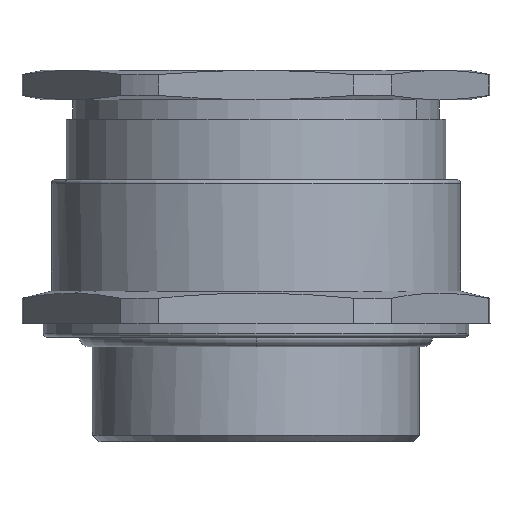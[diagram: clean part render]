
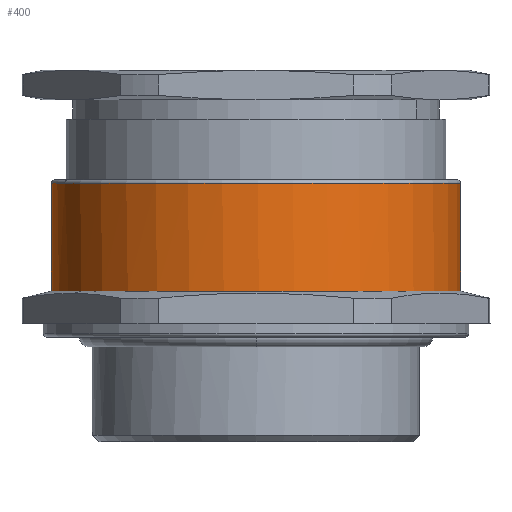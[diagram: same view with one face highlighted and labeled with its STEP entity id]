
A CAD part, left-side view. The second image highlights one B-rep face of the part: STEP entity #400.
In plain terms, the highlighted cylindrical face has radius 31.25 mm (diameter 62.5 mm), a partial arc.
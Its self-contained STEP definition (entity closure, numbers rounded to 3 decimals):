
#262=AXIS2_PLACEMENT_3D('Circle Axis2P3D',#260,#261,$) ;
#279=AXIS2_PLACEMENT_3D('Circle Axis2P3D',#277,#278,$) ;
#364=AXIS2_PLACEMENT_3D('Cylinder Axis2P3D',#361,#362,#363) ;
#375=AXIS2_PLACEMENT_3D('Circle Axis2P3D',#373,#374,$) ;
#382=AXIS2_PLACEMENT_3D('Circle Axis2P3D',#380,#381,$) ;
#250=CARTESIAN_POINT('Vertex',(21.416,64.968,39.5)) ;
#257=CARTESIAN_POINT('Vertex',(32.5,67.,39.5)) ;
#260=CARTESIAN_POINT('Axis2P3D Location',(32.5,35.75,39.5)) ;
#277=CARTESIAN_POINT('Axis2P3D Location',(32.5,35.75,39.5)) ;
#281=CARTESIAN_POINT('Vertex',(32.5,4.5,39.5)) ;
#361=CARTESIAN_POINT('Axis2P3D Location',(32.5,35.75,31.5)) ;
#366=CARTESIAN_POINT('Line Origine',(32.5,67.,31.5)) ;
#370=CARTESIAN_POINT('Vertex',(32.5,67.,23.)) ;
#373=CARTESIAN_POINT('Axis2P3D Location',(32.5,35.75,23.)) ;
#377=CARTESIAN_POINT('Vertex',(16.241,62.437,23.)) ;
#380=CARTESIAN_POINT('Axis2P3D Location',(32.5,35.75,23.)) ;
#384=CARTESIAN_POINT('Vertex',(32.5,4.5,23.)) ;
#387=CARTESIAN_POINT('Line Origine',(32.5,4.5,31.5)) ;
#261=DIRECTION('Axis2P3D Direction',(0.,0.,-1.)) ;
#278=DIRECTION('Axis2P3D Direction',(0.,0.,-1.)) ;
#362=DIRECTION('Axis2P3D Direction',(0.,0.,1.)) ;
#363=DIRECTION('Axis2P3D XDirection',(0.,1.,0.)) ;
#367=DIRECTION('Vector Direction',(0.,0.,1.)) ;
#374=DIRECTION('Axis2P3D Direction',(0.,0.,1.)) ;
#381=DIRECTION('Axis2P3D Direction',(0.,0.,1.)) ;
#388=DIRECTION('Vector Direction',(0.,0.,1.)) ;
#368=VECTOR('Line Direction',#367,1.) ;
#389=VECTOR('Line Direction',#388,1.) ;
#393=ORIENTED_EDGE('',*,*,#372,.T.) ;
#394=ORIENTED_EDGE('',*,*,#379,.T.) ;
#395=ORIENTED_EDGE('',*,*,#386,.T.) ;
#396=ORIENTED_EDGE('',*,*,#391,.F.) ;
#397=ORIENTED_EDGE('',*,*,#283,.F.) ;
#398=ORIENTED_EDGE('',*,*,#264,.F.) ;
#400=ADVANCED_FACE('PartBody',(#399),#365,.T.) ;
#263=CIRCLE('generated circle',#262,31.25) ;
#280=CIRCLE('generated circle',#279,31.25) ;
#376=CIRCLE('generated circle',#375,31.25) ;
#383=CIRCLE('generated circle',#382,31.25) ;
#365=CYLINDRICAL_SURFACE('generated cylinder',#364,31.25) ;
#264=EDGE_CURVE('',#258,#251,#263,.F.) ;
#283=EDGE_CURVE('',#251,#282,#280,.F.) ;
#372=EDGE_CURVE('',#258,#371,#369,.F.) ;
#379=EDGE_CURVE('',#371,#378,#376,.T.) ;
#386=EDGE_CURVE('',#378,#385,#383,.T.) ;
#391=EDGE_CURVE('',#282,#385,#390,.F.) ;
#392=EDGE_LOOP('',(#393,#394,#395,#396,#397,#398)) ;
#399=FACE_OUTER_BOUND('',#392,.T.) ;
#369=LINE('Line',#366,#368) ;
#390=LINE('Line',#387,#389) ;
#251=VERTEX_POINT('',#250) ;
#258=VERTEX_POINT('',#257) ;
#282=VERTEX_POINT('',#281) ;
#371=VERTEX_POINT('',#370) ;
#378=VERTEX_POINT('',#377) ;
#385=VERTEX_POINT('',#384) ;
